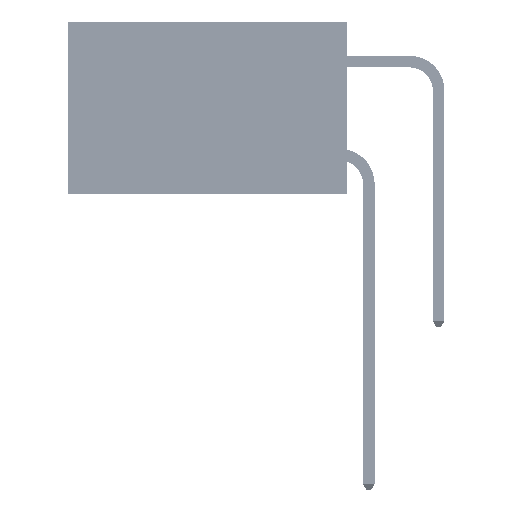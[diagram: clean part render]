
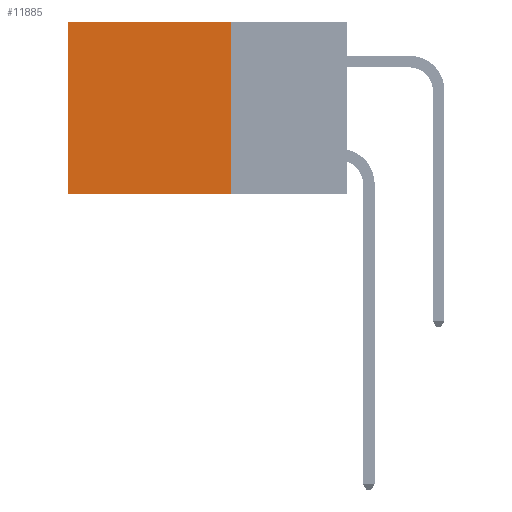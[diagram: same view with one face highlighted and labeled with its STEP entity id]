
A CAD part, left-side view. The second image highlights one B-rep face of the part: STEP entity #11885.
In plain terms, the highlighted planar face has unit normal (-1, 0, 0).
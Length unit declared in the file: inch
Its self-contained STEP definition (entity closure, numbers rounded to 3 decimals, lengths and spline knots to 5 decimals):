
#622 = CARTESIAN_POINT ( 'NONE',  ( 0.2875, 0.6, 0. ) ) ;
#2741 = ORIENTED_EDGE ( 'NONE', *, *, #26078, .T. ) ;
#3919 = DIRECTION ( 'NONE',  ( 0., 0., -1. ) ) ;
#4493 = DIRECTION ( 'NONE',  ( 0., 1., 0. ) ) ;
#5061 = DIRECTION ( 'NONE',  ( 0., 0., -1. ) ) ;
#7189 = EDGE_LOOP ( 'NONE', ( #2741, #27386, #38217, #7646 ) ) ;
#7646 = ORIENTED_EDGE ( 'NONE', *, *, #24929, .T. ) ;
#10295 = VECTOR ( 'NONE', #3919, 39.37008 ) ;
#11862 = LINE ( 'NONE', #44746, #38715 ) ;
#11885 = ADVANCED_FACE ( 'NONE', ( #31712 ), #42959, .F. ) ;
#13461 = EDGE_CURVE ( 'NONE', #21121, #31861, #11862, .T. ) ;
#14868 = LINE ( 'NONE', #18252, #15964 ) ;
#15964 = VECTOR ( 'NONE', #4493, 39.37008 ) ;
#17741 = VECTOR ( 'NONE', #18868, 39.37008 ) ;
#18252 = CARTESIAN_POINT ( 'NONE',  ( 0.2875, 0.25, 0. ) ) ;
#18335 = CARTESIAN_POINT ( 'NONE',  ( 0.2875, 0.25, 0. ) ) ;
#18856 = CARTESIAN_POINT ( 'NONE',  ( 0.2875, 0.25, -0.37 ) ) ;
#18868 = DIRECTION ( 'NONE',  ( 0., 1., 0. ) ) ;
#21121 = VERTEX_POINT ( 'NONE', #18335 ) ;
#21599 = CARTESIAN_POINT ( 'NONE',  ( 0.2875, 0.25, 0. ) ) ;
#23997 = VERTEX_POINT ( 'NONE', #42552 ) ;
#24761 = AXIS2_PLACEMENT_3D ( 'NONE', #21599, #28798, #31802 ) ;
#24929 = EDGE_CURVE ( 'NONE', #21121, #23997, #14868, .T. ) ;
#26078 = EDGE_CURVE ( 'NONE', #23997, #41398, #37692, .T. ) ;
#27386 = ORIENTED_EDGE ( 'NONE', *, *, #45849, .F. ) ;
#27390 = CARTESIAN_POINT ( 'NONE',  ( 0.2875, 0.6, -0.37 ) ) ;
#28798 = DIRECTION ( 'NONE',  ( 1., 0., 0. ) ) ;
#30686 = LINE ( 'NONE', #36839, #17741 ) ;
#31712 = FACE_OUTER_BOUND ( 'NONE', #7189, .T. ) ;
#31802 = DIRECTION ( 'NONE',  ( 0., 0., -1. ) ) ;
#31861 = VERTEX_POINT ( 'NONE', #18856 ) ;
#36839 = CARTESIAN_POINT ( 'NONE',  ( 0.2875, 0.25, -0.37 ) ) ;
#37692 = LINE ( 'NONE', #622, #10295 ) ;
#38217 = ORIENTED_EDGE ( 'NONE', *, *, #13461, .F. ) ;
#38715 = VECTOR ( 'NONE', #5061, 39.37008 ) ;
#41398 = VERTEX_POINT ( 'NONE', #27390 ) ;
#42552 = CARTESIAN_POINT ( 'NONE',  ( 0.2875, 0.6, 0. ) ) ;
#42959 = PLANE ( 'NONE',  #24761 ) ;
#44746 = CARTESIAN_POINT ( 'NONE',  ( 0.2875, 0.25, 0. ) ) ;
#45849 = EDGE_CURVE ( 'NONE', #31861, #41398, #30686, .T. ) ;
